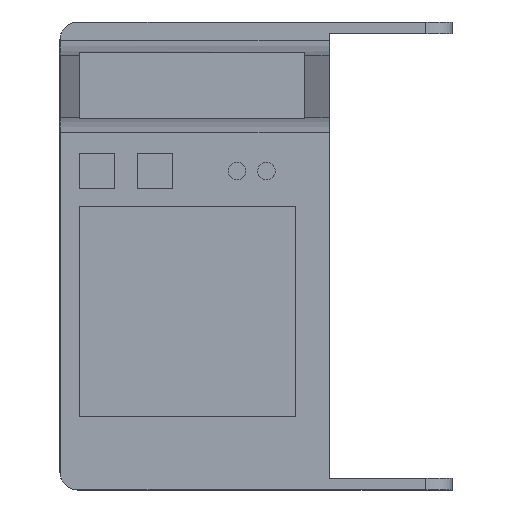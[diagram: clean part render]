
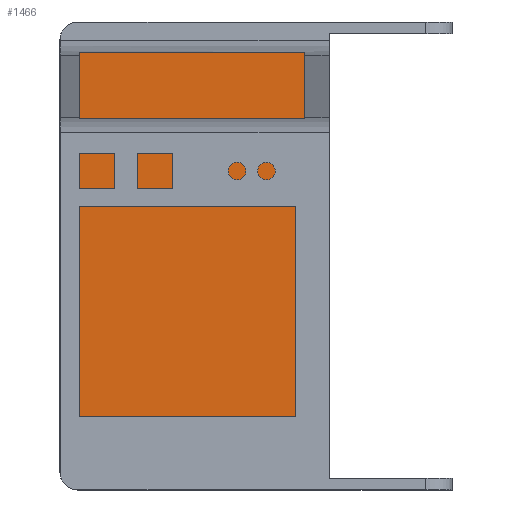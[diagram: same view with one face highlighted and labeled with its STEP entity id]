
A CAD part, top view. The second image highlights one B-rep face of the part: STEP entity #1466.
In plain terms, the highlighted planar face has unit normal (0, 0, 1).
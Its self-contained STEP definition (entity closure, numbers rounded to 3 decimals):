
#80=CIRCLE('',#1575,3.);
#83=CIRCLE('',#1581,3.);
#151=FACE_OUTER_BOUND('',#234,.T.);
#234=EDGE_LOOP('',(#1332,#1333,#1334,#1335,#1336,#1337,#1338,#1339,#1340,
#1341));
#391=LINE('',#2337,#569);
#401=LINE('',#2362,#579);
#403=LINE('',#2366,#581);
#405=LINE('',#2369,#583);
#406=LINE('',#2372,#584);
#408=LINE('',#2376,#586);
#410=LINE('',#2380,#588);
#412=LINE('',#2383,#590);
#569=VECTOR('',#1921,10.);
#579=VECTOR('',#1941,10.);
#581=VECTOR('',#1945,10.);
#583=VECTOR('',#1949,10.);
#584=VECTOR('',#1952,10.);
#586=VECTOR('',#1956,10.);
#588=VECTOR('',#1960,10.);
#590=VECTOR('',#1964,10.);
#707=VERTEX_POINT('',#2324);
#708=VERTEX_POINT('',#2325);
#712=VERTEX_POINT('',#2335);
#720=VERTEX_POINT('',#2355);
#721=VERTEX_POINT('',#2359);
#722=VERTEX_POINT('',#2361);
#723=VERTEX_POINT('',#2365);
#724=VERTEX_POINT('',#2371);
#725=VERTEX_POINT('',#2375);
#726=VERTEX_POINT('',#2379);
#902=EDGE_CURVE('',#707,#708,#80,.T.);
#908=EDGE_CURVE('',#707,#712,#391,.T.);
#917=EDGE_CURVE('',#720,#712,#83,.T.);
#920=EDGE_CURVE('',#722,#721,#401,.T.);
#922=EDGE_CURVE('',#723,#722,#403,.T.);
#924=EDGE_CURVE('',#720,#723,#405,.T.);
#925=EDGE_CURVE('',#724,#708,#406,.T.);
#927=EDGE_CURVE('',#725,#724,#408,.T.);
#929=EDGE_CURVE('',#726,#725,#410,.T.);
#931=EDGE_CURVE('',#721,#726,#412,.T.);
#1332=ORIENTED_EDGE('',*,*,#902,.F.);
#1333=ORIENTED_EDGE('',*,*,#908,.T.);
#1334=ORIENTED_EDGE('',*,*,#917,.F.);
#1335=ORIENTED_EDGE('',*,*,#924,.T.);
#1336=ORIENTED_EDGE('',*,*,#922,.T.);
#1337=ORIENTED_EDGE('',*,*,#920,.T.);
#1338=ORIENTED_EDGE('',*,*,#931,.T.);
#1339=ORIENTED_EDGE('',*,*,#929,.T.);
#1340=ORIENTED_EDGE('',*,*,#927,.T.);
#1341=ORIENTED_EDGE('',*,*,#925,.T.);
#1398=PLANE('',#1589);
#1466=ADVANCED_FACE('',(#151),#1398,.T.);
#1575=AXIS2_PLACEMENT_3D('',#2326,#1911,#1912);
#1581=AXIS2_PLACEMENT_3D('',#2356,#1935,#1936);
#1589=AXIS2_PLACEMENT_3D('',#2384,#1965,#1966);
#1911=DIRECTION('center_axis',(0.,0.,-1.));
#1912=DIRECTION('ref_axis',(-0.707,0.707,0.));
#1921=DIRECTION('',(0.,-1.,0.));
#1935=DIRECTION('center_axis',(0.,0.,-1.));
#1936=DIRECTION('ref_axis',(-0.707,-0.707,0.));
#1941=DIRECTION('',(-1.,0.,0.));
#1945=DIRECTION('',(0.,1.,0.));
#1949=DIRECTION('',(1.,0.,0.));
#1952=DIRECTION('',(-1.,0.,0.));
#1956=DIRECTION('',(0.,1.,0.));
#1960=DIRECTION('',(1.,0.,0.));
#1964=DIRECTION('',(0.,1.,0.));
#1965=DIRECTION('center_axis',(0.,0.,1.));
#1966=DIRECTION('ref_axis',(1.,0.,0.));
#2324=CARTESIAN_POINT('',(-28.,14.867,6.));
#2325=CARTESIAN_POINT('',(-25.,17.867,6.));
#2326=CARTESIAN_POINT('Origin',(-25.,14.867,6.));
#2335=CARTESIAN_POINT('',(-28.,-59.133,6.));
#2337=CARTESIAN_POINT('',(-28.,-62.133,6.));
#2355=CARTESIAN_POINT('',(-25.,-62.133,6.));
#2356=CARTESIAN_POINT('Origin',(-25.,-59.133,6.));
#2359=CARTESIAN_POINT('',(18.,-60.133,6.));
#2361=CARTESIAN_POINT('',(39.,-60.133,6.));
#2362=CARTESIAN_POINT('',(18.,-60.133,6.));
#2365=CARTESIAN_POINT('',(39.,-62.133,6.));
#2366=CARTESIAN_POINT('',(39.,17.867,6.));
#2369=CARTESIAN_POINT('',(39.,-62.133,6.));
#2371=CARTESIAN_POINT('',(39.,17.867,6.));
#2372=CARTESIAN_POINT('',(-28.,17.867,6.));
#2375=CARTESIAN_POINT('',(39.,15.867,6.));
#2376=CARTESIAN_POINT('',(39.,17.867,6.));
#2379=CARTESIAN_POINT('',(18.,15.867,6.));
#2380=CARTESIAN_POINT('',(39.,15.867,6.));
#2383=CARTESIAN_POINT('',(18.,15.867,6.));
#2384=CARTESIAN_POINT('Origin',(5.5,-22.133,6.));
